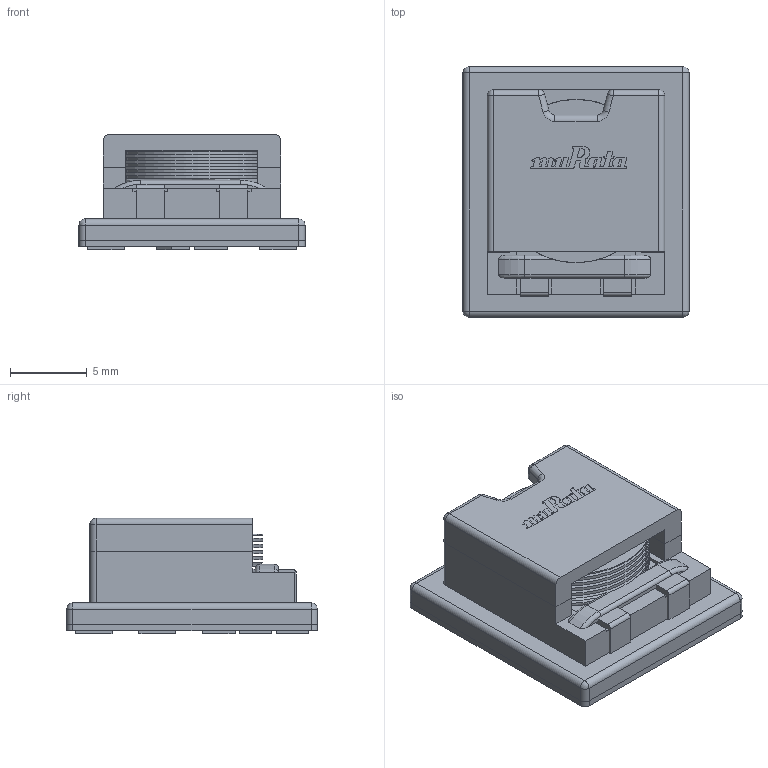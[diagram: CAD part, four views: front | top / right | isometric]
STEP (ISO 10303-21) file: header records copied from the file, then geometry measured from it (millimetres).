
FILE_DESCRIPTION(/* description */ (''),/* implementation_level */ '2;1');
FILE_NAME(/* name */ '1.stp',/* time_stamp */ '2020-01-09T21:16:32+02:00',/* author */ ('k'),/* organization */ (''),/* preprocessor_version */ 'ST-DEVELOPER v15.6',/* originating_system */ 'Autodesk Inventor 2015',/* authorisation */ '');
FILE_SCHEMA (('AUTOMOTIVE_DESIGN { 1 0 10303 214 3 1 1 }'));
Products named in the file (11): 1; 2; 3; 4; 5; 6; Murata Logo; 7; 7_MIR; 9
Bounding box: 14.7 x 16.3 x 7.5 mm (x, y, z)
Volume: 1141.6 mm3; surface area: 2740.3 mm2
Topology: 29 solids, 29 shells, 440 faces, 1114 edges, 732 vertices
Faces by surface type: plane 298, cylinder 128, sphere 8, torus 6
Full cylindrical faces by diameter (mm): 10.612 x1
Entity records: 13548 total; most frequent: CARTESIAN_POINT 2342, DIRECTION 2317, ORIENTED_EDGE 2226, EDGE_CURVE 1113, LINE 823, VECTOR 823, AXIS2_PLACEMENT_3D 747, VERTEX_POINT 732
